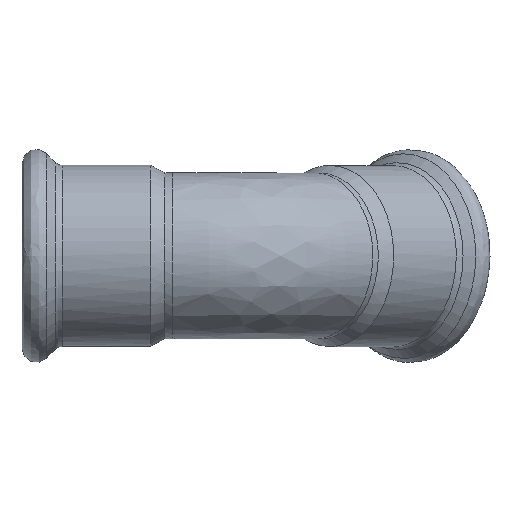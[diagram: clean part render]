
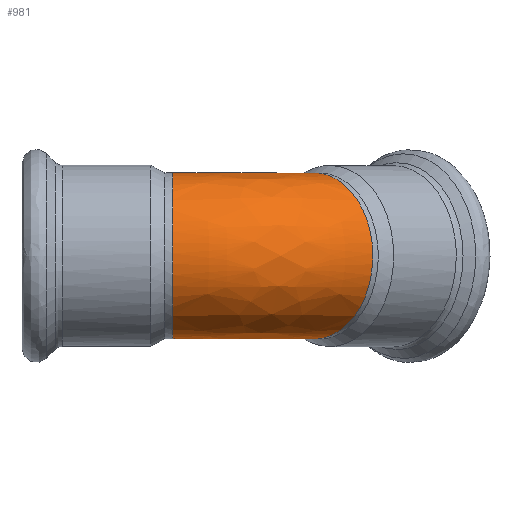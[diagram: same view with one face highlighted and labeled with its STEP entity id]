
A CAD part, top view. The second image highlights one B-rep face of the part: STEP entity #981.
In plain terms, the highlighted free-form (B-spline) face has degree [2, 2] with [9, 3] control points.
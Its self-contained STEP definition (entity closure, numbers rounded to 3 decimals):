
#89 = EDGE_CURVE('',#90,#90,#92,.T.);
#90 = VERTEX_POINT('',#91);
#91 = CARTESIAN_POINT('',(48.998,0.,
    -24.605));
#92 = ( BOUNDED_CURVE() B_SPLINE_CURVE(2,(#93,#94,#95,#96,#97,#98,#99,
#100,#101),.UNSPECIFIED.,.T.,.F.) B_SPLINE_CURVE_WITH_KNOTS((3,2,2,2,3),
  (-3.142,-1.571,0.,1.571,3.142),
.UNSPECIFIED.) CURVE() GEOMETRIC_REPRESENTATION_ITEM() 
RATIONAL_B_SPLINE_CURVE((1.,0.707,1.,0.707,1.,
0.707,1.,0.707,1.)) REPRESENTATION_ITEM('') );
#93 = CARTESIAN_POINT('',(48.998,0.,
    -24.605));
#94 = CARTESIAN_POINT('',(48.998,-17.4,-24.605));
#95 = CARTESIAN_POINT('',(61.302,-17.4,-12.302));
#96 = CARTESIAN_POINT('',(73.605,-17.4,0.002));
#97 = CARTESIAN_POINT('',(73.605,0.,0.002));
#98 = CARTESIAN_POINT('',(73.605,17.4,0.002));
#99 = CARTESIAN_POINT('',(61.302,17.4,-12.302));
#100 = CARTESIAN_POINT('',(48.998,17.4,-24.605));
#101 = CARTESIAN_POINT('',(48.998,0.,
    -24.605));
#981 = ADVANCED_FACE('',(#982),#1006,.T.);
#982 = FACE_BOUND('',#983,.T.);
#983 = EDGE_LOOP('',(#984,#985,#993,#1005));
#984 = ORIENTED_EDGE('',*,*,#89,.T.);
#985 = ORIENTED_EDGE('',*,*,#986,.T.);
#986 = EDGE_CURVE('',#90,#987,#989,.T.);
#987 = VERTEX_POINT('',#988);
#988 = CARTESIAN_POINT('',(31.603,0.,-17.4));
#989 = ( BOUNDED_CURVE() B_SPLINE_CURVE(2,(#990,#991,#992),
.UNSPECIFIED.,.F.,.F.) B_SPLINE_CURVE_WITH_KNOTS((3,3),(-0.785,
0.),.PIECEWISE_BEZIER_KNOTS.) CURVE() 
GEOMETRIC_REPRESENTATION_ITEM() RATIONAL_B_SPLINE_CURVE((1.,
0.924,1.)) REPRESENTATION_ITEM('') );
#990 = CARTESIAN_POINT('',(48.998,0.,
    -24.605));
#991 = CARTESIAN_POINT('',(41.793,0.,-17.4));
#992 = CARTESIAN_POINT('',(31.603,0.,-17.4));
#993 = ORIENTED_EDGE('',*,*,#994,.F.);
#994 = EDGE_CURVE('',#987,#987,#995,.T.);
#995 = ( BOUNDED_CURVE() B_SPLINE_CURVE(2,(#996,#997,#998,#999,#1000,
    #1001,#1002,#1003,#1004),.UNSPECIFIED.,.T.,.F.) 
B_SPLINE_CURVE_WITH_KNOTS((3,2,2,2,3),(-3.142,-1.571,0.
,1.571,3.142),.UNSPECIFIED.) CURVE() 
GEOMETRIC_REPRESENTATION_ITEM() RATIONAL_B_SPLINE_CURVE((1.,
    0.707,1.,0.707,1.,0.707,1.,0.707
,1.)) REPRESENTATION_ITEM('') );
#996 = CARTESIAN_POINT('',(31.603,0.,-17.4));
#997 = CARTESIAN_POINT('',(31.603,-17.4,-17.4));
#998 = CARTESIAN_POINT('',(31.603,-17.4,0.));
#999 = CARTESIAN_POINT('',(31.603,-17.4,17.4));
#1000 = CARTESIAN_POINT('',(31.603,0.,17.4));
#1001 = CARTESIAN_POINT('',(31.603,17.4,17.4));
#1002 = CARTESIAN_POINT('',(31.603,17.4,0.));
#1003 = CARTESIAN_POINT('',(31.603,17.4,-17.4));
#1004 = CARTESIAN_POINT('',(31.603,0.,-17.4));
#1005 = ORIENTED_EDGE('',*,*,#986,.F.);
#1006 = ( BOUNDED_SURFACE() B_SPLINE_SURFACE(2,2,(
    (#1007,#1008,#1009)
    ,(#1010,#1011,#1012)
    ,(#1013,#1014,#1015)
    ,(#1016,#1017,#1018)
    ,(#1019,#1020,#1021)
    ,(#1022,#1023,#1024)
    ,(#1025,#1026,#1027)
    ,(#1028,#1029,#1030)
    ,(#1031,#1032,#1033
)),.UNSPECIFIED.,.T.,.F.,.F.) B_SPLINE_SURFACE_WITH_KNOTS((1,2,2,2,2,2,1
    ),(3,3),(-4.712,-3.142,-1.571,0.,
    1.571,3.142,4.712),(0.,
0.785),.UNSPECIFIED.) GEOMETRIC_REPRESENTATION_ITEM() 
RATIONAL_B_SPLINE_SURFACE((
    (1.,0.924,1.)
    ,(0.707,0.653,0.707)
    ,(1.,0.924,1.)
    ,(0.707,0.653,0.707)
    ,(1.,0.924,1.)
    ,(0.707,0.653,0.707)
    ,(1.,0.924,1.)
    ,(0.707,0.653,0.707)
,(1.,0.924,1.))) REPRESENTATION_ITEM('') SURFACE() );
#1007 = CARTESIAN_POINT('',(31.603,0.,-17.4));
#1008 = CARTESIAN_POINT('',(41.793,0.,-17.4));
#1009 = CARTESIAN_POINT('',(48.998,0.,
    -24.605));
#1010 = CARTESIAN_POINT('',(31.603,17.4,-17.4));
#1011 = CARTESIAN_POINT('',(41.793,17.4,-17.4));
#1012 = CARTESIAN_POINT('',(48.998,17.4,-24.605));
#1013 = CARTESIAN_POINT('',(31.603,17.4,0.));
#1014 = CARTESIAN_POINT('',(49.,17.4,0.));
#1015 = CARTESIAN_POINT('',(61.302,17.4,-12.302));
#1016 = CARTESIAN_POINT('',(31.603,17.4,17.4));
#1017 = CARTESIAN_POINT('',(56.207,17.4,17.4));
#1018 = CARTESIAN_POINT('',(73.605,17.4,0.002));
#1019 = CARTESIAN_POINT('',(31.603,0.,17.4));
#1020 = CARTESIAN_POINT('',(56.207,0.,17.4));
#1021 = CARTESIAN_POINT('',(73.605,0.,0.002));
#1022 = CARTESIAN_POINT('',(31.603,-17.4,17.4));
#1023 = CARTESIAN_POINT('',(56.207,-17.4,17.4));
#1024 = CARTESIAN_POINT('',(73.605,-17.4,0.002));
#1025 = CARTESIAN_POINT('',(31.603,-17.4,0.));
#1026 = CARTESIAN_POINT('',(49.,-17.4,0.));
#1027 = CARTESIAN_POINT('',(61.302,-17.4,-12.302));
#1028 = CARTESIAN_POINT('',(31.603,-17.4,-17.4));
#1029 = CARTESIAN_POINT('',(41.793,-17.4,-17.4));
#1030 = CARTESIAN_POINT('',(48.998,-17.4,-24.605));
#1031 = CARTESIAN_POINT('',(31.603,0.,-17.4));
#1032 = CARTESIAN_POINT('',(41.793,0.,-17.4));
#1033 = CARTESIAN_POINT('',(48.998,0.,
    -24.605));
